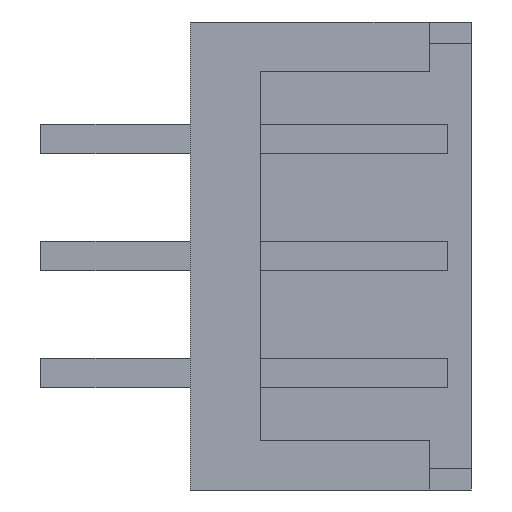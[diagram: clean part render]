
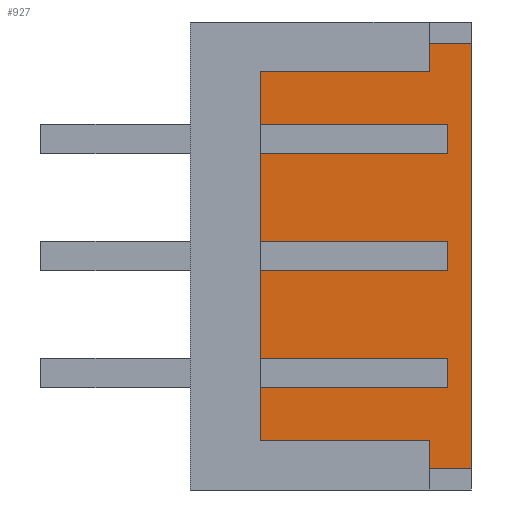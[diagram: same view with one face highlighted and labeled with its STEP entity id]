
A CAD part, left-side view. The second image highlights one B-rep face of the part: STEP entity #927.
In plain terms, the highlighted planar face has unit normal (-1, 0, 0).
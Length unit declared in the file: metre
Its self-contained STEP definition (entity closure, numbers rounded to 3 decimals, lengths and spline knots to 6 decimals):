
#192=ORIENTED_EDGE('',*,*,#426,.T.);
#193=ORIENTED_EDGE('',*,*,#393,.F.);
#194=ORIENTED_EDGE('',*,*,#425,.F.);
#195=ORIENTED_EDGE('',*,*,#361,.F.);
#361=EDGE_CURVE('',#504,#494,#611,.T.);
#393=EDGE_CURVE('',#529,#530,#643,.T.);
#425=EDGE_CURVE('',#494,#529,#675,.T.);
#426=EDGE_CURVE('',#504,#530,#676,.T.);
#494=VERTEX_POINT('',#1341);
#504=VERTEX_POINT('',#1391);
#529=VERTEX_POINT('',#1551);
#530=VERTEX_POINT('',#1556);
#611=B_SPLINE_CURVE_WITH_KNOTS('',3,(#1392,#1393,#1394,#1395),
 .UNSPECIFIED.,.F.,.F.,(4,4),(0.,1.),
 .UNSPECIFIED.);
#643=B_SPLINE_CURVE_WITH_KNOTS('',3,(#1552,#1553,#1554,#1555),
 .UNSPECIFIED.,.F.,.F.,(4,4),(0.,1.),
 .UNSPECIFIED.);
#675=B_SPLINE_CURVE_WITH_KNOTS('',3,(#1711,#1712,#1713,#1714),
 .UNSPECIFIED.,.F.,.F.,(4,4),(0.,1.),
 .UNSPECIFIED.);
#676=B_SPLINE_CURVE_WITH_KNOTS('',3,(#1716,#1717,#1718,#1719),
 .UNSPECIFIED.,.F.,.F.,(4,4),(0.,1.),
 .UNSPECIFIED.);
#747=EDGE_LOOP('',(#192,#193,#194,#195));
#811=FACE_BOUND('',#747,.T.);
#869=PLANE('',#998);
#927=ADVANCED_FACE('',(#811),#869,.T.);
#998=AXIS2_PLACEMENT_3D('',#1715,#1087,#1088);
#1087=DIRECTION('',(-1.,0.,0.));
#1088=DIRECTION('',(0.,0.,-1.));
#1341=CARTESIAN_POINT('',(-0.009052,-0.0062,0.01865));
#1391=CARTESIAN_POINT('',(-0.009052,-0.0062,0.00955));
#1392=CARTESIAN_POINT('',(-0.009052,-0.0062,0.00955));
#1393=CARTESIAN_POINT('',(-0.009052,-0.0062,0.012583));
#1394=CARTESIAN_POINT('',(-0.009052,-0.0062,0.015617));
#1395=CARTESIAN_POINT('',(-0.009052,-0.0062,0.01865));
#1551=CARTESIAN_POINT('',(-0.009052,-0.0107,0.01865));
#1552=CARTESIAN_POINT('',(-0.009052,-0.0107,0.01865));
#1553=CARTESIAN_POINT('',(-0.009052,-0.0107,0.015617));
#1554=CARTESIAN_POINT('',(-0.009052,-0.0107,0.012583));
#1555=CARTESIAN_POINT('',(-0.009052,-0.0107,0.00955));
#1556=CARTESIAN_POINT('',(-0.009052,-0.0107,0.00955));
#1711=CARTESIAN_POINT('',(-0.009052,-0.0062,0.01865));
#1712=CARTESIAN_POINT('',(-0.009052,-0.0077,0.01865));
#1713=CARTESIAN_POINT('',(-0.009052,-0.0092,0.01865));
#1714=CARTESIAN_POINT('',(-0.009052,-0.0107,0.01865));
#1715=CARTESIAN_POINT('',(-0.009052,-0.00845,0.0141));
#1716=CARTESIAN_POINT('',(-0.009052,-0.0062,0.00955));
#1717=CARTESIAN_POINT('',(-0.009052,-0.0077,0.00955));
#1718=CARTESIAN_POINT('',(-0.009052,-0.0092,0.00955));
#1719=CARTESIAN_POINT('',(-0.009052,-0.0107,0.00955));
